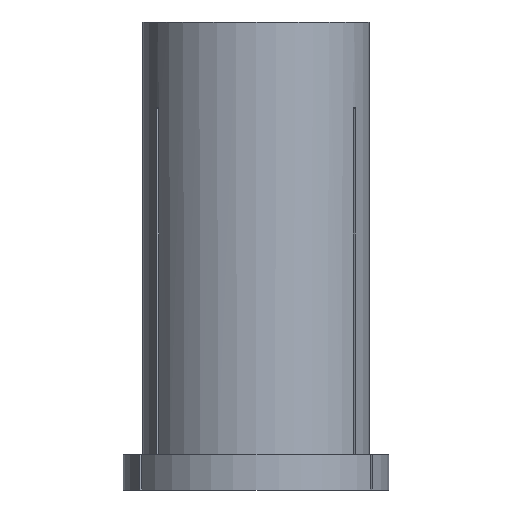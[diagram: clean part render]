
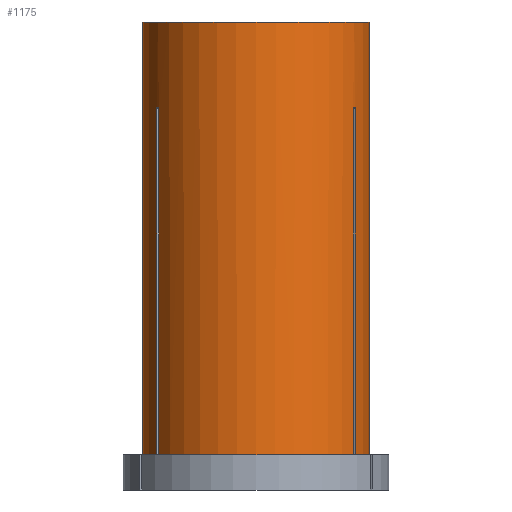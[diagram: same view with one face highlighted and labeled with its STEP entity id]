
A CAD part, front view. The second image highlights one B-rep face of the part: STEP entity #1175.
In plain terms, the highlighted cylindrical face has radius 16 mm (diameter 32 mm), a partial arc.
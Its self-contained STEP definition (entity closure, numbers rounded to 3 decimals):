
#38 = CARTESIAN_POINT ( 'NONE',  ( -13.704, -8.258, -12.085 ) ) ;
#43 = FACE_OUTER_BOUND ( 'NONE', #1340, .T. ) ;
#50 = ORIENTED_EDGE ( 'NONE', *, *, #831, .T. ) ;
#54 = AXIS2_PLACEMENT_3D ( 'NONE', #443, #1061, #789 ) ;
#93 = CARTESIAN_POINT ( 'NONE',  ( 13.704, -8.258, -12.085 ) ) ;
#103 = ORIENTED_EDGE ( 'NONE', *, *, #284, .F. ) ;
#217 = EDGE_CURVE ( 'NONE', #1097, #338, #543, .T. ) ;
#257 = CIRCLE ( 'NONE', #642, 16. ) ;
#262 = VERTEX_POINT ( 'NONE', #1499 ) ;
#275 = VERTEX_POINT ( 'NONE', #677 ) ;
#279 = ORIENTED_EDGE ( 'NONE', *, *, #675, .T. ) ;
#284 = EDGE_CURVE ( 'NONE', #452, #1217, #805, .T. ) ;
#308 = EDGE_CURVE ( 'NONE', #262, #1032, #611, .T. ) ;
#333 = VECTOR ( 'NONE', #1503, 1000. ) ;
#338 = VERTEX_POINT ( 'NONE', #350 ) ;
#349 = CARTESIAN_POINT ( 'NONE',  ( 16., 0., -61. ) ) ;
#350 = CARTESIAN_POINT ( 'NONE',  ( 13.704, -8.258, -12.085 ) ) ;
#354 = CARTESIAN_POINT ( 'NONE',  ( 13.955, -7.827, -12.084 ) ) ;
#384 = CIRCLE ( 'NONE', #498, 16. ) ;
#396 = CARTESIAN_POINT ( 'NONE',  ( 14.004, -7.739, -12.085 ) ) ;
#402 = LINE ( 'NONE', #844, #455 ) ;
#423 = VERTEX_POINT ( 'NONE', #793 ) ;
#437 = EDGE_CURVE ( 'NONE', #423, #1097, #510, .T. ) ;
#443 = CARTESIAN_POINT ( 'NONE',  ( 0., 0., -61. ) ) ;
#452 = VERTEX_POINT ( 'NONE', #1106 ) ;
#455 = VECTOR ( 'NONE', #670, 1000. ) ;
#477 = DIRECTION ( 'NONE',  ( 0., 0., 1. ) ) ;
#486 = CARTESIAN_POINT ( 'NONE',  ( -16., 0., 0. ) ) ;
#491 = LINE ( 'NONE', #1076, #735 ) ;
#498 = AXIS2_PLACEMENT_3D ( 'NONE', #714, #1420, #1427 ) ;
#504 = DIRECTION ( 'NONE',  ( 0., 0., 1. ) ) ;
#510 = CIRCLE ( 'NONE', #1432, 16. ) ;
#518 = CARTESIAN_POINT ( 'NONE',  ( -13.755, -8.173, -12.084 ) ) ;
#541 = ORIENTED_EDGE ( 'NONE', *, *, #308, .T. ) ;
#543 = LINE ( 'NONE', #1400, #1360 ) ;
#567 = EDGE_CURVE ( 'NONE', #423, #729, #1101, .T. ) ;
#601 = CARTESIAN_POINT ( 'NONE',  ( 0., 0., 0. ) ) ;
#611 = CIRCLE ( 'NONE', #54, 16. ) ;
#616 = B_SPLINE_CURVE_WITH_KNOTS ( 'NONE', 3,
 ( #1467, #1002, #807, #799, #518, #38 ),
 .UNSPECIFIED., .F., .F.,
 ( 4, 2, 4 ),
 ( 0.081, 0.082, 0.082 ),
 .UNSPECIFIED. ) ;
#635 = CARTESIAN_POINT ( 'NONE',  ( 0., 0., 0. ) ) ;
#642 = AXIS2_PLACEMENT_3D ( 'NONE', #635, #504, #1436 ) ;
#665 = B_SPLINE_CURVE_WITH_KNOTS ( 'NONE', 3,
 ( #93, #1304, #810, #354, #706 ),
 .UNSPECIFIED., .F., .F.,
 ( 4, 1, 4 ),
 ( 0.09, 0.09, 0.09 ),
 .UNSPECIFIED. ) ;
#670 = DIRECTION ( 'NONE',  ( 0., 0., 1. ) ) ;
#675 = EDGE_CURVE ( 'NONE', #275, #729, #616, .T. ) ;
#676 = DIRECTION ( 'NONE',  ( 1., 0., 0. ) ) ;
#677 = CARTESIAN_POINT ( 'NONE',  ( -14.004, -7.739, -12.085 ) ) ;
#687 = DIRECTION ( 'NONE',  ( 0., 0., 1. ) ) ;
#706 = CARTESIAN_POINT ( 'NONE',  ( 14.004, -7.739, -12.085 ) ) ;
#714 = CARTESIAN_POINT ( 'NONE',  ( 0., 0., -61. ) ) ;
#729 = VERTEX_POINT ( 'NONE', #1472 ) ;
#735 = VECTOR ( 'NONE', #477, 1000. ) ;
#772 = ORIENTED_EDGE ( 'NONE', *, *, #1417, .T. ) ;
#776 = ORIENTED_EDGE ( 'NONE', *, *, #1529, .F. ) ;
#782 = DIRECTION ( 'NONE',  ( 0., 0., 1. ) ) ;
#789 = DIRECTION ( 'NONE',  ( 1., 0., 0. ) ) ;
#793 = CARTESIAN_POINT ( 'NONE',  ( -13.704, -8.258, -61. ) ) ;
#799 = CARTESIAN_POINT ( 'NONE',  ( -13.806, -8.087, -12.083 ) ) ;
#800 = ORIENTED_EDGE ( 'NONE', *, *, #217, .T. ) ;
#805 = LINE ( 'NONE', #486, #333 ) ;
#807 = CARTESIAN_POINT ( 'NONE',  ( -13.906, -7.914, -12.083 ) ) ;
#810 = CARTESIAN_POINT ( 'NONE',  ( 13.857, -8.001, -12.083 ) ) ;
#813 = ORIENTED_EDGE ( 'NONE', *, *, #567, .F. ) ;
#824 = VECTOR ( 'NONE', #782, 1000. ) ;
#831 = EDGE_CURVE ( 'NONE', #338, #1470, #665, .T. ) ;
#844 = CARTESIAN_POINT ( 'NONE',  ( 14.004, -7.739, 0. ) ) ;
#857 = ORIENTED_EDGE ( 'NONE', *, *, #437, .T. ) ;
#872 = CARTESIAN_POINT ( 'NONE',  ( 16., 0., 0. ) ) ;
#896 = CARTESIAN_POINT ( 'NONE',  ( 16., 0., 0. ) ) ;
#941 = DIRECTION ( 'NONE',  ( 1., 0., 0. ) ) ;
#966 = EDGE_CURVE ( 'NONE', #1032, #1037, #1459, .T. ) ;
#993 = EDGE_CURVE ( 'NONE', #1311, #275, #491, .T. ) ;
#1002 = CARTESIAN_POINT ( 'NONE',  ( -13.956, -7.826, -12.084 ) ) ;
#1009 = CYLINDRICAL_SURFACE ( 'NONE', #1161, 16. ) ;
#1014 = CARTESIAN_POINT ( 'NONE',  ( 0., 0., -61. ) ) ;
#1023 = CARTESIAN_POINT ( 'NONE',  ( -16., 0., 0. ) ) ;
#1024 = DIRECTION ( 'NONE',  ( 0., 0., 1. ) ) ;
#1032 = VERTEX_POINT ( 'NONE', #349 ) ;
#1037 = VERTEX_POINT ( 'NONE', #872 ) ;
#1061 = DIRECTION ( 'NONE',  ( 0., 0., 1. ) ) ;
#1076 = CARTESIAN_POINT ( 'NONE',  ( -14.004, -7.739, 0. ) ) ;
#1097 = VERTEX_POINT ( 'NONE', #1235 ) ;
#1101 = LINE ( 'NONE', #1125, #824 ) ;
#1106 = CARTESIAN_POINT ( 'NONE',  ( -16., 0., -61. ) ) ;
#1125 = CARTESIAN_POINT ( 'NONE',  ( -13.704, -8.258, 0. ) ) ;
#1155 = EDGE_CURVE ( 'NONE', #262, #1470, #402, .T. ) ;
#1161 = AXIS2_PLACEMENT_3D ( 'NONE', #601, #1434, #941 ) ;
#1168 = ORIENTED_EDGE ( 'NONE', *, *, #993, .T. ) ;
#1175 = ADVANCED_FACE ( 'NONE', ( #43 ), #1009, .T. ) ;
#1206 = VECTOR ( 'NONE', #1362, 1000. ) ;
#1217 = VERTEX_POINT ( 'NONE', #1023 ) ;
#1235 = CARTESIAN_POINT ( 'NONE',  ( 13.704, -8.258, -61. ) ) ;
#1239 = CARTESIAN_POINT ( 'NONE',  ( -14.004, -7.739, -61. ) ) ;
#1304 = CARTESIAN_POINT ( 'NONE',  ( 13.755, -8.173, -12.084 ) ) ;
#1311 = VERTEX_POINT ( 'NONE', #1239 ) ;
#1337 = ORIENTED_EDGE ( 'NONE', *, *, #1155, .F. ) ;
#1340 = EDGE_LOOP ( 'NONE', ( #103, #772, #1168, #279, #813, #857, #800, #50, #1337, #541, #1477, #776 ) ) ;
#1360 = VECTOR ( 'NONE', #1024, 1000. ) ;
#1362 = DIRECTION ( 'NONE',  ( 0., 0., 1. ) ) ;
#1400 = CARTESIAN_POINT ( 'NONE',  ( 13.704, -8.258, 0. ) ) ;
#1417 = EDGE_CURVE ( 'NONE', #452, #1311, #384, .T. ) ;
#1420 = DIRECTION ( 'NONE',  ( 0., 0., 1. ) ) ;
#1427 = DIRECTION ( 'NONE',  ( 1., 0., 0. ) ) ;
#1432 = AXIS2_PLACEMENT_3D ( 'NONE', #1014, #687, #676 ) ;
#1434 = DIRECTION ( 'NONE',  ( 0., 0., 1. ) ) ;
#1436 = DIRECTION ( 'NONE',  ( 1., 0., 0. ) ) ;
#1459 = LINE ( 'NONE', #896, #1206 ) ;
#1467 = CARTESIAN_POINT ( 'NONE',  ( -14.004, -7.739, -12.085 ) ) ;
#1470 = VERTEX_POINT ( 'NONE', #396 ) ;
#1472 = CARTESIAN_POINT ( 'NONE',  ( -13.704, -8.258, -12.085 ) ) ;
#1477 = ORIENTED_EDGE ( 'NONE', *, *, #966, .T. ) ;
#1499 = CARTESIAN_POINT ( 'NONE',  ( 14.004, -7.739, -61. ) ) ;
#1503 = DIRECTION ( 'NONE',  ( 0., 0., 1. ) ) ;
#1529 = EDGE_CURVE ( 'NONE', #1217, #1037, #257, .T. ) ;
